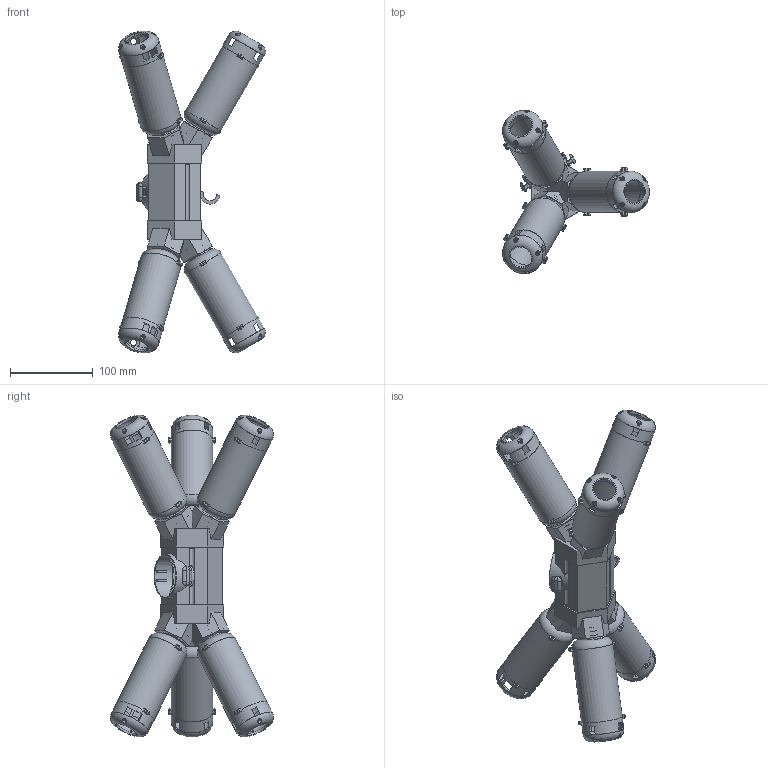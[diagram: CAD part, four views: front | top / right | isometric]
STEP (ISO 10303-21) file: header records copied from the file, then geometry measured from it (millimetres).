
FILE_DESCRIPTION(/* description */ ('STEP AP242','CAx-IF Rec.Pracs.---Representation and Presentation of Product Manufacturing Information (PMI)---4.0---2014-10-13','CAx-IF Rec.Pracs.---3D Tessellated Geometry---0.4---2014-09-14','2;1'),/* implementation_level */ '2;1');
FILE_NAME(/* name */ '6889b5f6269a444fc9259e17',/* time_stamp */ '2025-07-30T06:04:39Z',/* author */ (''),/* organization */ (''),/* preprocessor_version */ 'ST-DEVELOPER v20',/* originating_system */ 'ONSHAPE BY PTC INC, 1.201',/* authorisation */ ' ');
FILE_SCHEMA (('AP242_MANAGED_MODEL_BASED_3D_ENGINEERING_MIM_LF { 1 0 10303 442 1 1 4 }'));
Length unit declared in the file: metre
Products named in the file (34): Spring Clamp; Cylinder Holder; Fan Filter Bottom Cap; Fan Filter Top Cap; Fan Filter Fan Holder; Fan Filter Center Cylinder; Part 6; Part 7; Part 8; Part 9; Part 10; Part 11; Part 12; Part 13; Main Body; Part 15; Part 16; Part 17; Part 18; Part 19; Part 20; Part 21; Part 22; Part 23; Part 24; Part 25; Part 26; Part 27; Part 28; Part 29; Part 30; Spring Cap; Part 33; Gooseneck Clamp
Bounding box: 177.95 x 197.62 x 389.83 mm (x, y, z)
Volume: 502601.7 mm3; surface area: 372836 mm2
Topology: 34 solids, 36 shells, 1016 faces, 2877 edges, 1880 vertices
Faces by surface type: plane 609, cylinder 331, torus 38, bspline 36, cone 2
Full cylindrical faces by diameter (mm): 2.1 x18, 2.2 x48, 2.3 x4, 3 x2, 3.2 x24, 6.9 x2, 8 x2, 28 x18, 45 x12, 50 x12, 51 x1, 54 x1, 55.749 x1
Entity records: 37639 total; most frequent: CARTESIAN_POINT 11325, ORIENTED_EDGE 5254, DIRECTION 5224, EDGE_CURVE 2627, AXIS2_PLACEMENT_3D 2000, VERTEX_POINT 1797, EDGE_LOOP 1368, FACE_BOUND 1368
